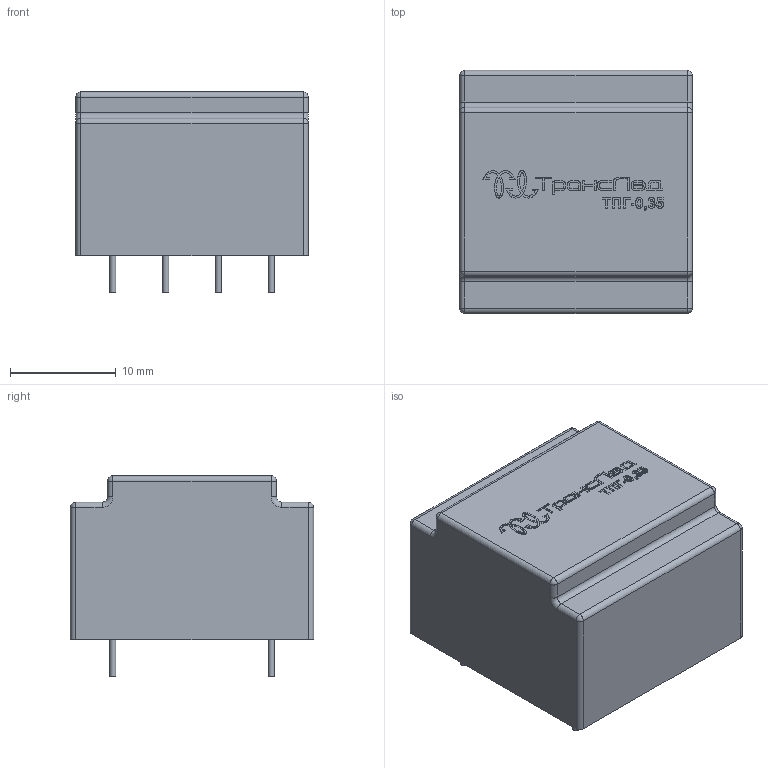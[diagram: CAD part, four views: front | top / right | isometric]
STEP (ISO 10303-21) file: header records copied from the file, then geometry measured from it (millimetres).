
FILE_DESCRIPTION(/* description */ (''),/* implementation_level */ '2;1');
FILE_NAME(/* name */ 'TPG-0,35.step',/* time_stamp */ '2022-11-21T23:38:05+03:00',/* author */ (''),/* organization */ (''),/* preprocessor_version */ 'ST-DEVELOPER v19.2',/* originating_system */ 'Autodesk Translation Framework v11.17.0.187',/* authorisation */ '');
FILE_SCHEMA (('AUTOMOTIVE_DESIGN { 1 0 10303 214 3 1 1 }'));
Length unit declared in the file: millimetre
Products named in the file (1): TPG-0,35
Bounding box: 22 x 23 x 19.05 mm (x, y, z)
Volume: 7367.3 mm3; surface area: 2436.3 mm2
Topology: 35 solids, 35 shells, 703 faces, 1864 edges, 1232 vertices
Faces by surface type: bspline 339, plane 316, cylinder 36, sphere 8, torus 4
Full cylindrical faces by diameter (mm): 0.6 x8
Entity records: 23732 total; most frequent: CARTESIAN_POINT 8787, ORIENTED_EDGE 3728, DIRECTION 2068, EDGE_CURVE 1864, VERTEX_POINT 1232, LINE 1110, VECTOR 1110, EDGE_LOOP 724
